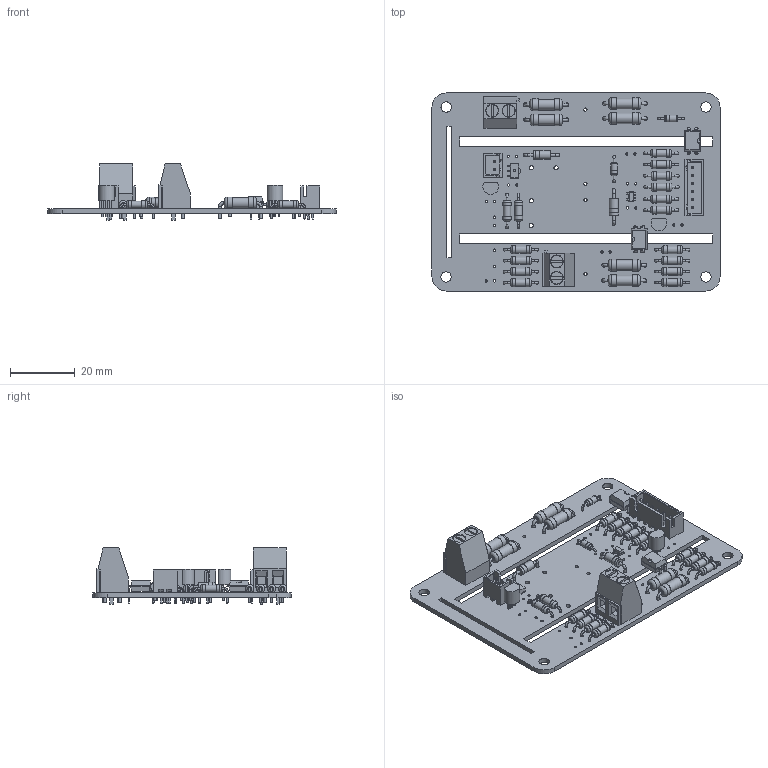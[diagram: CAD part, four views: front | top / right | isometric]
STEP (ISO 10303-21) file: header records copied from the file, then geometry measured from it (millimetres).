
FILE_DESCRIPTION(('KiCad electronic assembly'),'2;1');
FILE_NAME('Pre-charge KiCAD.step','2026-02-06T14:55:18',('Pcbnew'),( 'Kicad'),'Open CASCADE STEP processor 7.8','KiCad to STEP converter' ,'Unknown');
FILE_SCHEMA(('AUTOMOTIVE_DESIGN { 1 0 10303 214 1 1 1 1 }'));
Length unit declared in the file: millimetre
Products named in the file (14): Pre-charge KiCAD 1; R_Axial_DIN0207_L6.3mm_D2.5mm_P10.16mm_Horizontal; R_Axial_DIN0411_L9.9mm_D3.6mm_P12.70mm_Horizontal; D_DO-35_SOD27_P7.62mm_Horizontal; D_DO-41_SOD81_P10.16mm_Horizontal; TerminalBlock_Phoenix_MKDS-1,5-2-5.08_1x02_P5.08mm_Horizontal; SOT-89-3; Pre-charge KiCAD 1.18.1; DIP-4_W7.62mm; TO-92_Inline; JST_XH_B2B-XH-A_1x02_P2.50mm_Vertical; SOT-23-5; JST_XH_B6B-XH-A_1x06_P2.50mm_Vertical; Pre-charge KiCAD_PCB
Assembly tree (38 placements, depth 3):
  Pre-charge KiCAD 1
    R_Axial_DIN0207_L6.3mm_D2.5mm_P10.16mm_Horizontal  x16
    R_Axial_DIN0411_L9.9mm_D3.6mm_P12.70mm_Horizontal  x6
    D_DO-35_SOD27_P7.62mm_Horizontal  x2
    D_DO-41_SOD81_P10.16mm_Horizontal  x2
    TerminalBlock_Phoenix_MKDS-1,5-2-5.08_1x02_P5.08mm_Horizontal  x2
    SOT-89-3
      Pre-charge KiCAD 1.18.1
    DIP-4_W7.62mm  x2
    TO-92_Inline  x2
    JST_XH_B2B-XH-A_1x02_P2.50mm_Vertical
    SOT-23-5
    JST_XH_B6B-XH-A_1x06_P2.50mm_Vertical
    Pre-charge KiCAD_PCB
Bounding box: 88.71 x 61.02 x 17.3 mm (x, y, z)
Volume: 11236.1 mm3; surface area: 18140.4 mm2
Topology: 43 solids, 43 shells, 1369 faces, 3118 edges, 1967 vertices
Faces by surface type: plane 852, cylinder 353, torus 100, bspline 64
Full cylindrical faces by diameter (mm): 0.5 x6, 0.6 x64, 0.7 x19, 0.75 x6, 0.76 x4, 0.8 x76, 0.95 x6, 1 x6, 1.1 x4, 1.2 x12, 1.3 x8, 2 x4, 2.02 x2, 2.25 x16, 2.5 x32, 2.7 x4, 2.72 x2, 3.2 x4, 3.24 x6, 3.6 x12, 3.8 x4, 4 x4
Entity records: 29878 total; most frequent: CARTESIAN_POINT 4692, ORIENTED_EDGE 4112, DIRECTION 4050, EDGE_CURVE 2056, LINE 1578, VECTOR 1578, VERTEX_POINT 1319, AXIS2_PLACEMENT_3D 1236
